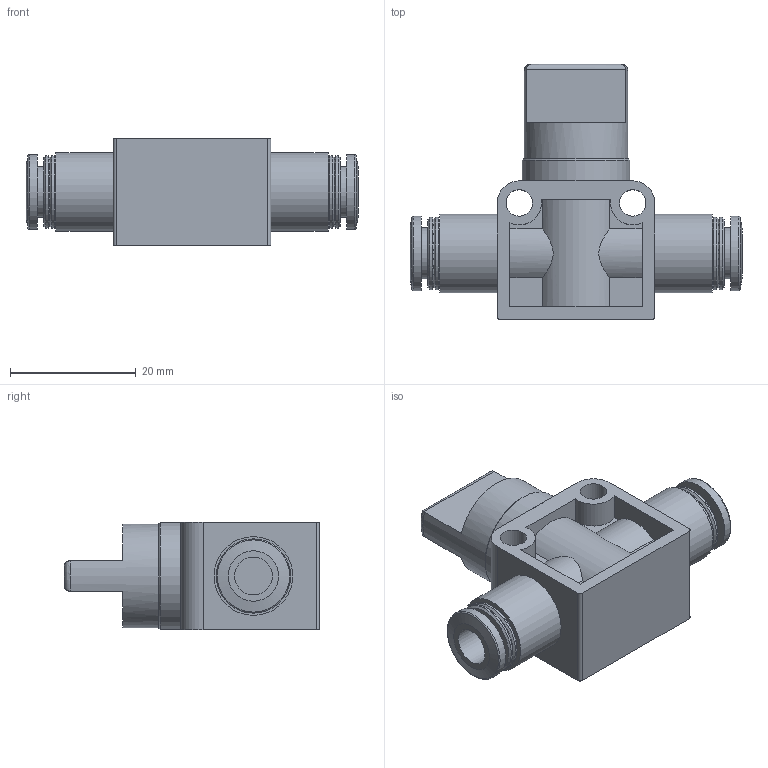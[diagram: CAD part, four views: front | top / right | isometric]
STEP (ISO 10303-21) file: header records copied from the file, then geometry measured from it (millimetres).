
FILE_DESCRIPTION(/* description */ ('STEP AP214'),/* implementation_level */ '2;1');
FILE_NAME(/* name */ '153467_HE-2-QS-6',/* time_stamp */ '2024-08-21T12:15:34+02:00',/* author */ ('License CC BY-ND 4.0'),/* organization */ ('CADENAS'),/* preprocessor_version */ 'ST-DEVELOPER v19.3',/* originating_system */ 'PARTsolutions',/* authorisation */ ' ');
FILE_SCHEMA (('AUTOMOTIVE_DESIGN {1 0 10303 214 3 1 1}'));
Length unit declared in the file: millimetre
Products named in the file (1): 153467 HE-2-QS-6
Bounding box: 52.7 x 40.5 x 17 mm (x, y, z)
Volume: 11921.8 mm3; surface area: 6244.9 mm2
Topology: 1 solids, 1 shells, 86 faces, 197 edges, 126 vertices
Faces by surface type: plane 39, cylinder 32, cone 11, torus 4
Full cylindrical faces by diameter (mm): 4.2 x2, 6 x2, 8.1 x2, 11.5 x4, 11.8 x2, 12.5 x2, 16.5 x1, 17 x1
Entity records: 2926 total; most frequent: CARTESIAN_POINT 435, DIRECTION 400, ORIENTED_EDGE 330, EDGE_CURVE 165, AXIS2_PLACEMENT_3D 160, EDGE_LOOP 132, FACE_BOUND 132, VERTEX_POINT 123
